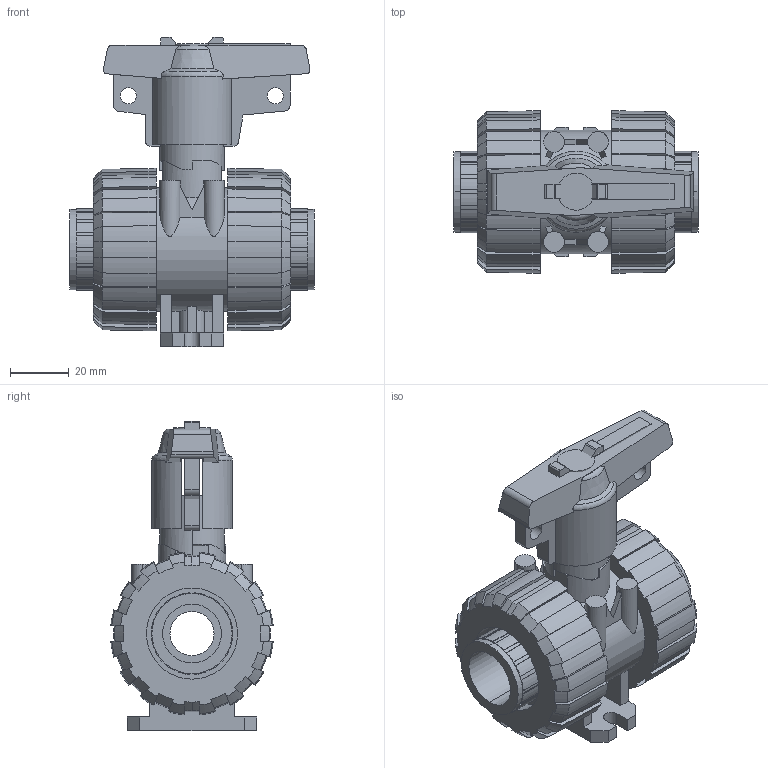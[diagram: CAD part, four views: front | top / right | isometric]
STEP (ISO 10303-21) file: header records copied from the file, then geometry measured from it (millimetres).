
FILE_DESCRIPTION(('STEP AP214'),'1');
FILE_NAME('cctmp_0DA90197-B871-4632-BAB9-6866BCD9E2E2_2018_12_7_11_57_2_339..stp','2018-12-07T10:57:02',('Praher Valves GmbH'),('CADClick - www.CADClick.com'),'Spatial InterOp 3D',' ','unknown authorization');
FILE_SCHEMA(('AUTOMOTIVE_DESIGN'));
Length unit declared in the file: millimetre
Products named in the file (8): 128810
Assembly tree (7 placements, depth 2):
  (unnamed)
    128810
    128810
    128810
    128810
    128810
    128810
    128810
Bounding box: 83 x 55.24 x 105.17 mm (x, y, z)
Volume: 167665.3 mm3; surface area: 61702.6 mm2
Topology: 7 solids, 7 shells, 568 faces, 1624 edges, 1082 vertices
Faces by surface type: plane 282, cone 148, cylinder 130, torus 8
Entity records: 23794 total; most frequent: CARTESIAN_POINT 4527, ORIENTED_EDGE 3248, DIRECTION 2996, EDGE_CURVE 1624, AXIS2_PLACEMENT_3D 1116, VERTEX_POINT 1082, LINE 764, VECTOR 764
